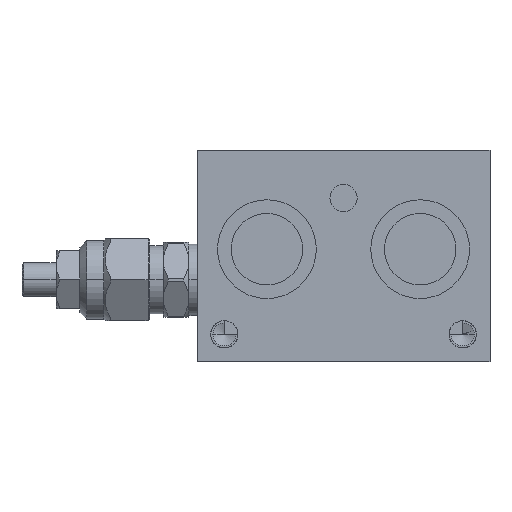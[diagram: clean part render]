
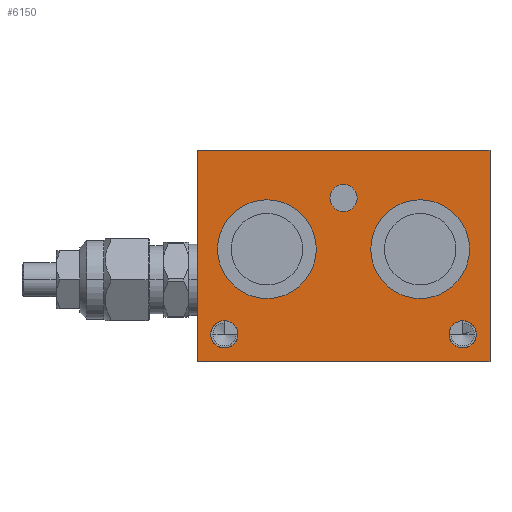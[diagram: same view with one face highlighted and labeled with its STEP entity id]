
A CAD part, front view. The second image highlights one B-rep face of the part: STEP entity #6150.
In plain terms, the highlighted planar face has unit normal (0, -1, 0).
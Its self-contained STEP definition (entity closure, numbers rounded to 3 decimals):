
#2360 = EDGE_CURVE( '', #5360, #2796, #6791, .T. );
#2636 = VERTEX_POINT( '', #7111 );
#2702 = VERTEX_POINT( '', #7181 );
#2796 = VERTEX_POINT( '', #7283 );
#2888 = EDGE_CURVE( '', #3856, #3708, #7387, .T. );
#3070 = EDGE_CURVE( '', #4178, #2636, #7588, .T. );
#3222 = VERTEX_POINT( '', #7752 );
#3296 = EDGE_CURVE( '', #2702, #3864, #7832, .T. );
#3306 = EDGE_CURVE( '', #2796, #5360, #7843, .T. );
#3570 = EDGE_CURVE( '', #4066, #3602, #8141, .T. );
#3602 = VERTEX_POINT( '', #8177 );
#3614 = EDGE_CURVE( '', #5772, #6282, #8190, .T. );
#3708 = VERTEX_POINT( '', #8294 );
#3856 = VERTEX_POINT( '', #8463 );
#3864 = VERTEX_POINT( '', #8471 );
#4066 = VERTEX_POINT( '', #8688 );
#4178 = VERTEX_POINT( '', #8832 );
#4438 = EDGE_CURVE( '', #3708, #3856, #9120, .T. );
#4498 = EDGE_CURVE( '', #2702, #3222, #9183, .T. );
#4846 = EDGE_CURVE( '', #5798, #3864, #9603, .T. );
#5360 = VERTEX_POINT( '', #10187 );
#5772 = VERTEX_POINT( '', #10640 );
#5798 = VERTEX_POINT( '', #10667 );
#6044 = EDGE_CURVE( '', #3602, #4066, #10944, .T. );
#6150 = ADVANCED_FACE( '', ( #11063, #11064, #11065, #11066, #11067, #11068 ), #11069, .F. );
#6200 = EDGE_CURVE( '', #2636, #4178, #11125, .T. );
#6264 = EDGE_CURVE( '', #3222, #5798, #11197, .T. );
#6282 = VERTEX_POINT( '', #11220 );
#6460 = EDGE_CURVE( '', #6282, #5772, #11422, .T. );
#6791 = CIRCLE( '', #11844, 4. );
#7111 = CARTESIAN_POINT( '', ( 285., 0., 78. ) );
#7181 = CARTESIAN_POINT( '', ( 279., 0., 107. ) );
#7283 = CARTESIAN_POINT( '', ( 326., 0., 93. ) );
#7387 = CIRCLE( '', #12745, 14.5 );
#7588 = CIRCLE( '', #13070, 14.5 );
#7752 = CARTESIAN_POINT( '', ( 365., 0., 107. ) );
#7832 = LINE( '', #13458, #13459 );
#7843 = CIRCLE( '', #13475, 4. );
#8141 = CIRCLE( '', #13915, 4. );
#8177 = CARTESIAN_POINT( '', ( 283., 0., 53. ) );
#8190 = CIRCLE( '', #13991, 4. );
#8294 = CARTESIAN_POINT( '', ( 330., 0., 78. ) );
#8463 = CARTESIAN_POINT( '', ( 359., 0., 78. ) );
#8471 = CARTESIAN_POINT( '', ( 279., 0., 45. ) );
#8688 = CARTESIAN_POINT( '', ( 291., 0., 53. ) );
#8832 = CARTESIAN_POINT( '', ( 314., 0., 78. ) );
#9120 = CIRCLE( '', #15406, 14.5 );
#9183 = LINE( '', #15521, #15522 );
#9603 = LINE( '', #16204, #16205 );
#10187 = CARTESIAN_POINT( '', ( 318., 0., 93. ) );
#10640 = CARTESIAN_POINT( '', ( 353., 0., 53. ) );
#10667 = CARTESIAN_POINT( '', ( 365., 0., 45. ) );
#10944 = CIRCLE( '', #18250, 4. );
#11063 = FACE_BOUND( '', #18433, .T. );
#11064 = FACE_BOUND( '', #18434, .T. );
#11065 = FACE_BOUND( '', #18435, .T. );
#11066 = FACE_BOUND( '', #18436, .T. );
#11067 = FACE_BOUND( '', #18437, .T. );
#11068 = FACE_OUTER_BOUND( '', #18438, .T. );
#11069 = PLANE( '', #18439 );
#11125 = CIRCLE( '', #18530, 14.5 );
#11197 = LINE( '', #18632, #18633 );
#11220 = CARTESIAN_POINT( '', ( 361., 0., 53. ) );
#11422 = CIRCLE( '', #18986, 4. );
#11844 = AXIS2_PLACEMENT_3D( '', #19411, #19412, #19413 );
#12745 = AXIS2_PLACEMENT_3D( '', #20166, #20167, #20168 );
#13070 = AXIS2_PLACEMENT_3D( '', #20389, #20390, #20391 );
#13458 = CARTESIAN_POINT( '', ( 279., 0., 76. ) );
#13459 = VECTOR( '', #20643, 1. );
#13475 = AXIS2_PLACEMENT_3D( '', #20659, #20660, #20661 );
#13915 = AXIS2_PLACEMENT_3D( '', #21023, #21024, #21025 );
#13991 = AXIS2_PLACEMENT_3D( '', #21076, #21077, #21078 );
#15406 = AXIS2_PLACEMENT_3D( '', #22141, #22142, #22143 );
#15521 = CARTESIAN_POINT( '', ( 322., 0., 107. ) );
#15522 = VECTOR( '', #22200, 1. );
#16204 = CARTESIAN_POINT( '', ( 322., 0., 45. ) );
#16205 = VECTOR( '', #22716, 1. );
#18250 = AXIS2_PLACEMENT_3D( '', #24355, #24356, #24357 );
#18433 = EDGE_LOOP( '', ( #24494, #24495 ) );
#18434 = EDGE_LOOP( '', ( #24496, #24497 ) );
#18435 = EDGE_LOOP( '', ( #24498, #24499 ) );
#18436 = EDGE_LOOP( '', ( #24500, #24501 ) );
#18437 = EDGE_LOOP( '', ( #24502, #24503 ) );
#18438 = EDGE_LOOP( '', ( #24504, #24505, #24506, #24507 ) );
#18439 = AXIS2_PLACEMENT_3D( '', #24508, #24509, #24510 );
#18530 = AXIS2_PLACEMENT_3D( '', #24583, #24584, #24585 );
#18632 = CARTESIAN_POINT( '', ( 365., 0., 76. ) );
#18633 = VECTOR( '', #24673, 1. );
#18986 = AXIS2_PLACEMENT_3D( '', #24975, #24976, #24977 );
#19411 = CARTESIAN_POINT( '', ( 322., 0., 93. ) );
#19412 = DIRECTION( '', ( 0., 1., 0. ) );
#19413 = DIRECTION( '', ( 1., 0., 0. ) );
#20166 = CARTESIAN_POINT( '', ( 344.5, 0., 78. ) );
#20167 = DIRECTION( '', ( 0., 1., 0. ) );
#20168 = DIRECTION( '', ( 1., 0., 0. ) );
#20389 = CARTESIAN_POINT( '', ( 299.5, 0., 78. ) );
#20390 = DIRECTION( '', ( 0., 1., 0. ) );
#20391 = DIRECTION( '', ( 1., 0., 0. ) );
#20643 = DIRECTION( '', ( 0., 0., -1. ) );
#20659 = CARTESIAN_POINT( '', ( 322., 0., 93. ) );
#20660 = DIRECTION( '', ( 0., 1., 0. ) );
#20661 = DIRECTION( '', ( 1., 0., 0. ) );
#21023 = CARTESIAN_POINT( '', ( 287., 0., 53. ) );
#21024 = DIRECTION( '', ( 0., 1., 0. ) );
#21025 = DIRECTION( '', ( 1., 0., 0. ) );
#21076 = CARTESIAN_POINT( '', ( 357., 0., 53. ) );
#21077 = DIRECTION( '', ( 0., 1., 0. ) );
#21078 = DIRECTION( '', ( 1., 0., 0. ) );
#22141 = CARTESIAN_POINT( '', ( 344.5, 0., 78. ) );
#22142 = DIRECTION( '', ( 0., 1., 0. ) );
#22143 = DIRECTION( '', ( 1., 0., 0. ) );
#22200 = DIRECTION( '', ( 1., 0., 0. ) );
#22716 = DIRECTION( '', ( -1., 0., 0. ) );
#24355 = CARTESIAN_POINT( '', ( 287., 0., 53. ) );
#24356 = DIRECTION( '', ( 0., 1., 0. ) );
#24357 = DIRECTION( '', ( 1., 0., 0. ) );
#24494 = ORIENTED_EDGE( '', *, *, #2888, .T. );
#24495 = ORIENTED_EDGE( '', *, *, #4438, .T. );
#24496 = ORIENTED_EDGE( '', *, *, #3070, .T. );
#24497 = ORIENTED_EDGE( '', *, *, #6200, .T. );
#24498 = ORIENTED_EDGE( '', *, *, #3570, .T. );
#24499 = ORIENTED_EDGE( '', *, *, #6044, .T. );
#24500 = ORIENTED_EDGE( '', *, *, #6460, .T. );
#24501 = ORIENTED_EDGE( '', *, *, #3614, .T. );
#24502 = ORIENTED_EDGE( '', *, *, #3306, .T. );
#24503 = ORIENTED_EDGE( '', *, *, #2360, .T. );
#24504 = ORIENTED_EDGE( '', *, *, #3296, .T. );
#24505 = ORIENTED_EDGE( '', *, *, #4846, .F. );
#24506 = ORIENTED_EDGE( '', *, *, #6264, .F. );
#24507 = ORIENTED_EDGE( '', *, *, #4498, .F. );
#24508 = CARTESIAN_POINT( '', ( 322., 0., 76. ) );
#24509 = DIRECTION( '', ( 0., 1., 0. ) );
#24510 = DIRECTION( '', ( 0., 0., 1. ) );
#24583 = CARTESIAN_POINT( '', ( 299.5, 0., 78. ) );
#24584 = DIRECTION( '', ( 0., 1., 0. ) );
#24585 = DIRECTION( '', ( 1., 0., 0. ) );
#24673 = DIRECTION( '', ( 0., 0., -1. ) );
#24975 = CARTESIAN_POINT( '', ( 357., 0., 53. ) );
#24976 = DIRECTION( '', ( 0., 1., 0. ) );
#24977 = DIRECTION( '', ( 1., 0., 0. ) );
